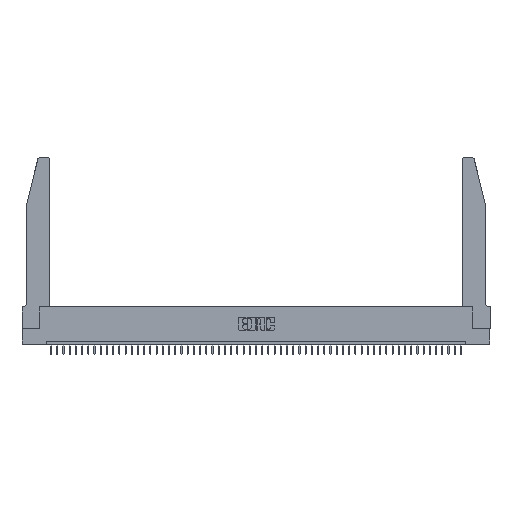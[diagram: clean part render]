
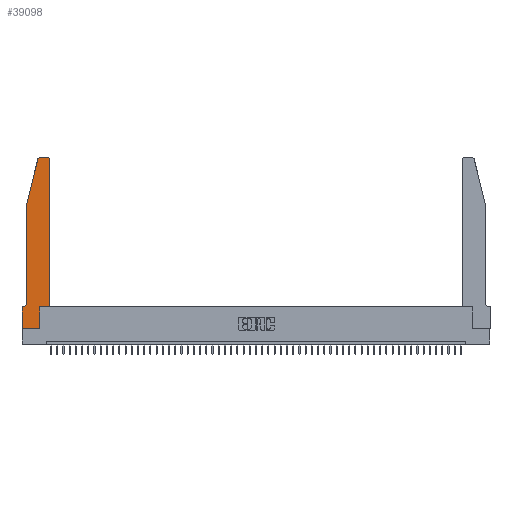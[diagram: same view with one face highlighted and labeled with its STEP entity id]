
A CAD part, top view. The second image highlights one B-rep face of the part: STEP entity #39098.
In plain terms, the highlighted planar face has unit normal (0, 0, 1).
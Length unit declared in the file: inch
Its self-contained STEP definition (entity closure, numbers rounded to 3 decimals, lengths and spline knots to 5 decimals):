
#1 = VERTEX_POINT ( 'NONE', #32037 ) ;
#352 = CARTESIAN_POINT ( 'NONE',  ( 0.4505, 0.35, 0.37 ) ) ;
#862 = VECTOR ( 'NONE', #11502, 39.37008 ) ;
#1627 = PLANE ( 'NONE',  #38275 ) ;
#1706 = VECTOR ( 'NONE', #41245, 39.37008 ) ;
#2314 = EDGE_CURVE ( 'NONE', #48748, #30278, #13927, .T. ) ;
#2753 = VERTEX_POINT ( 'NONE', #3184 ) ;
#2827 = CARTESIAN_POINT ( 'NONE',  ( 0.2865, 0.35, 0.37 ) ) ;
#3184 = CARTESIAN_POINT ( 'NONE',  ( 0.0055, 0.35, 0.37 ) ) ;
#4996 = CARTESIAN_POINT ( 'NONE',  ( 0.0755, 2., 0.37 ) ) ;
#5075 = CARTESIAN_POINT ( 'NONE',  ( 0., 0., 0.37 ) ) ;
#5094 = DIRECTION ( 'NONE',  ( 0., 0., 1. ) ) ;
#5799 = AXIS2_PLACEMENT_3D ( 'NONE', #13483, #41531, #17501 ) ;
#6630 = LINE ( 'NONE', #45788, #49169 ) ;
#7286 = ORIENTED_EDGE ( 'NONE', *, *, #35073, .T. ) ;
#8123 = LINE ( 'NONE', #25123, #9290 ) ;
#8209 = DIRECTION ( 'NONE',  ( -1., 0., 0. ) ) ;
#8622 = EDGE_CURVE ( 'NONE', #42826, #37636, #30746, .T. ) ;
#9290 = VECTOR ( 'NONE', #19676, 39.37008 ) ;
#9398 = DIRECTION ( 'NONE',  ( 0., 0., 1. ) ) ;
#9574 = ORIENTED_EDGE ( 'NONE', *, *, #23660, .T. ) ;
#9592 = VECTOR ( 'NONE', #40085, 39.37008 ) ;
#9617 = EDGE_CURVE ( 'NONE', #2753, #36648, #8123, .T. ) ;
#9738 = DIRECTION ( 'NONE',  ( 1., 0., 0. ) ) ;
#9961 = ORIENTED_EDGE ( 'NONE', *, *, #9617, .T. ) ;
#10325 = VECTOR ( 'NONE', #33234, 39.37008 ) ;
#11502 = DIRECTION ( 'NONE',  ( -0.239, -0.971, 0. ) ) ;
#11690 = CIRCLE ( 'NONE', #5799, 0.07 ) ;
#13062 = CARTESIAN_POINT ( 'NONE',  ( 0.4205, 2.72, 0.37 ) ) ;
#13328 = LINE ( 'NONE', #48420, #862 ) ;
#13483 = CARTESIAN_POINT ( 'NONE',  ( 0.0055, 0.42, 0.37 ) ) ;
#13927 = LINE ( 'NONE', #36638, #47923 ) ;
#13999 = DIRECTION ( 'NONE',  ( 1., 0., 0. ) ) ;
#15910 = LINE ( 'NONE', #4996, #35960 ) ;
#16591 = CARTESIAN_POINT ( 'NONE',  ( 0.4205, 2.75, 0.37 ) ) ;
#17150 = CARTESIAN_POINT ( 'NONE',  ( 0.4505, 0.35, 0.37 ) ) ;
#17430 = ORIENTED_EDGE ( 'NONE', *, *, #28486, .T. ) ;
#17501 = DIRECTION ( 'NONE',  ( -1., 0., 0. ) ) ;
#18141 = VERTEX_POINT ( 'NONE', #23441 ) ;
#19676 = DIRECTION ( 'NONE',  ( -1., 0., 0. ) ) ;
#20070 = VECTOR ( 'NONE', #34775, 39.37008 ) ;
#21814 = ORIENTED_EDGE ( 'NONE', *, *, #8622, .T. ) ;
#22187 = EDGE_CURVE ( 'NONE', #28848, #2753, #11690, .T. ) ;
#23003 = EDGE_CURVE ( 'NONE', #40215, #48748, #46857, .T. ) ;
#23441 = CARTESIAN_POINT ( 'NONE',  ( 0., 0., 0.37 ) ) ;
#23459 = ORIENTED_EDGE ( 'NONE', *, *, #34031, .T. ) ;
#23660 = EDGE_CURVE ( 'NONE', #18141, #42826, #6630, .T. ) ;
#25123 = CARTESIAN_POINT ( 'NONE',  ( 0.0755, 0.35, 0.37 ) ) ;
#25954 = FACE_OUTER_BOUND ( 'NONE', #47741, .T. ) ;
#26078 = CARTESIAN_POINT ( 'NONE',  ( 0.0755, 2., 0.37 ) ) ;
#26582 = LINE ( 'NONE', #17150, #10325 ) ;
#26829 = EDGE_CURVE ( 'NONE', #27948, #28848, #15910, .T. ) ;
#27245 = AXIS2_PLACEMENT_3D ( 'NONE', #13062, #5094, #41092 ) ;
#27458 = EDGE_CURVE ( 'NONE', #37636, #1, #45357, .T. ) ;
#27948 = VERTEX_POINT ( 'NONE', #26078 ) ;
#28252 = CARTESIAN_POINT ( 'NONE',  ( 0.2865, 0.35, 0.37 ) ) ;
#28486 = EDGE_CURVE ( 'NONE', #30278, #41098, #46652, .T. ) ;
#28848 = VERTEX_POINT ( 'NONE', #33991 ) ;
#29177 = ORIENTED_EDGE ( 'NONE', *, *, #23003, .T. ) ;
#29428 = DIRECTION ( 'NONE',  ( 1., 0., 0. ) ) ;
#29575 = CARTESIAN_POINT ( 'NONE',  ( 0.2865, 0., 0.37 ) ) ;
#29892 = AXIS2_PLACEMENT_3D ( 'NONE', #40572, #9398, #9738 ) ;
#30278 = VERTEX_POINT ( 'NONE', #46325 ) ;
#30746 = LINE ( 'NONE', #2827, #20070 ) ;
#32037 = CARTESIAN_POINT ( 'NONE',  ( 0.4505, 0.35, 0.37 ) ) ;
#33234 = DIRECTION ( 'NONE',  ( 0., 1., 0. ) ) ;
#33493 = ORIENTED_EDGE ( 'NONE', *, *, #22187, .T. ) ;
#33991 = CARTESIAN_POINT ( 'NONE',  ( 0.0755, 0.42, 0.37 ) ) ;
#34031 = EDGE_CURVE ( 'NONE', #1, #40215, #26582, .T. ) ;
#34775 = DIRECTION ( 'NONE',  ( 0., 1., 0. ) ) ;
#34779 = CARTESIAN_POINT ( 'NONE',  ( 0., 0.35, 0.37 ) ) ;
#34904 = ORIENTED_EDGE ( 'NONE', *, *, #26829, .T. ) ;
#35073 = EDGE_CURVE ( 'NONE', #41098, #27948, #13328, .T. ) ;
#35960 = VECTOR ( 'NONE', #51446, 39.37008 ) ;
#36638 = CARTESIAN_POINT ( 'NONE',  ( 0.2605, 2.75, 0.37 ) ) ;
#36648 = VERTEX_POINT ( 'NONE', #34779 ) ;
#37314 = DIRECTION ( 'NONE',  ( 0., 0., 1. ) ) ;
#37636 = VERTEX_POINT ( 'NONE', #28252 ) ;
#38275 = AXIS2_PLACEMENT_3D ( 'NONE', #45454, #37314, #29428 ) ;
#39098 = ADVANCED_FACE ( 'NONE', ( #25954 ), #1627, .T. ) ;
#40085 = DIRECTION ( 'NONE',  ( 1., 0., 0. ) ) ;
#40153 = CARTESIAN_POINT ( 'NONE',  ( 0.4505, 2.72, 0.37 ) ) ;
#40215 = VERTEX_POINT ( 'NONE', #40153 ) ;
#40572 = CARTESIAN_POINT ( 'NONE',  ( 0.284, 2.72, 0.37 ) ) ;
#41092 = DIRECTION ( 'NONE',  ( 1., 0., 0. ) ) ;
#41098 = VERTEX_POINT ( 'NONE', #47722 ) ;
#41245 = DIRECTION ( 'NONE',  ( 0., -1., 0. ) ) ;
#41531 = DIRECTION ( 'NONE',  ( 0., 0., -1. ) ) ;
#42826 = VERTEX_POINT ( 'NONE', #29575 ) ;
#44927 = LINE ( 'NONE', #5075, #1706 ) ;
#45357 = LINE ( 'NONE', #352, #9592 ) ;
#45454 = CARTESIAN_POINT ( 'NONE',  ( 0., 0.35, 0.37 ) ) ;
#45788 = CARTESIAN_POINT ( 'NONE',  ( 0., 0., 0.37 ) ) ;
#46325 = CARTESIAN_POINT ( 'NONE',  ( 0.284, 2.75, 0.37 ) ) ;
#46652 = CIRCLE ( 'NONE', #29892, 0.03 ) ;
#46857 = CIRCLE ( 'NONE', #27245, 0.03 ) ;
#47661 = EDGE_CURVE ( 'NONE', #36648, #18141, #44927, .T. ) ;
#47722 = CARTESIAN_POINT ( 'NONE',  ( 0.25487, 2.72718, 0.37 ) ) ;
#47741 = EDGE_LOOP ( 'NONE', ( #51627, #17430, #7286, #34904, #33493, #9961, #49192, #9574, #21814, #50115, #23459, #29177 ) ) ;
#47923 = VECTOR ( 'NONE', #8209, 39.37008 ) ;
#48420 = CARTESIAN_POINT ( 'NONE',  ( 0.0755, 2., 0.37 ) ) ;
#48748 = VERTEX_POINT ( 'NONE', #16591 ) ;
#49169 = VECTOR ( 'NONE', #13999, 39.37008 ) ;
#49192 = ORIENTED_EDGE ( 'NONE', *, *, #47661, .T. ) ;
#50115 = ORIENTED_EDGE ( 'NONE', *, *, #27458, .T. ) ;
#51446 = DIRECTION ( 'NONE',  ( 0., -1., 0. ) ) ;
#51627 = ORIENTED_EDGE ( 'NONE', *, *, #2314, .T. ) ;
